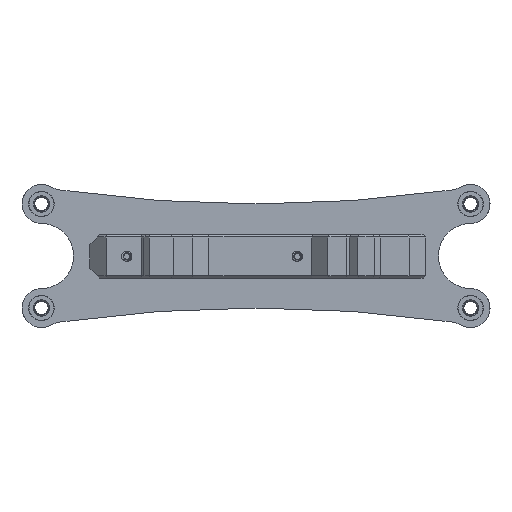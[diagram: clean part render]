
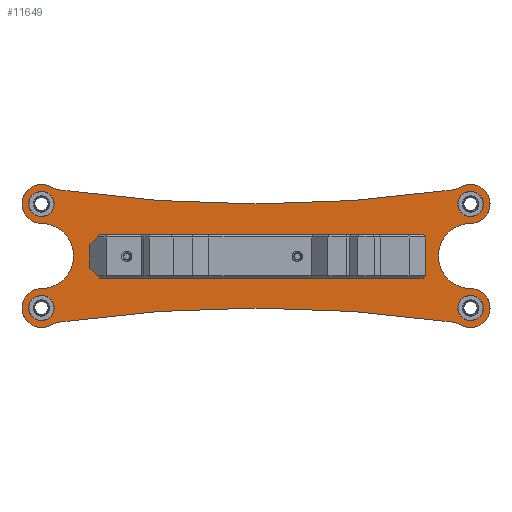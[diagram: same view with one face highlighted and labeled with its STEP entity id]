
A CAD part, front view. The second image highlights one B-rep face of the part: STEP entity #11649.
In plain terms, the highlighted planar face has unit normal (0, -1, 0).
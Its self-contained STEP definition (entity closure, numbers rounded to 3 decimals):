
#971=FACE_BOUND('',#2895,.T.);
#972=FACE_BOUND('',#2896,.T.);
#973=FACE_BOUND('',#2897,.T.);
#974=FACE_BOUND('',#2898,.T.);
#975=FACE_BOUND('',#2899,.T.);
#976=FACE_BOUND('',#2900,.T.);
#1506=CIRCLE('',#12577,6.);
#1509=CIRCLE('',#12581,3.6);
#1512=CIRCLE('',#12585,6.);
#1514=CIRCLE('',#12588,254.903);
#1516=CIRCLE('',#12591,6.);
#1518=CIRCLE('',#12594,3.6);
#1520=CIRCLE('',#12596,3.6);
#1522=CIRCLE('',#12599,6.);
#1523=CIRCLE('',#12601,254.903);
#1528=CIRCLE('',#12608,2.35);
#1532=CIRCLE('',#12614,2.35);
#1536=CIRCLE('',#12620,2.35);
#1540=CIRCLE('',#12626,2.35);
#1558=CIRCLE('',#12707,1.2);
#1559=CIRCLE('',#12709,1.2);
#1560=CIRCLE('',#12711,5.897);
#1561=CIRCLE('',#12712,5.897);
#1562=CIRCLE('',#12713,3.6);
#1563=CIRCLE('',#12714,5.897);
#1564=CIRCLE('',#12715,5.897);
#1565=CIRCLE('',#12716,3.6);
#1566=CIRCLE('',#12717,3.6);
#2211=FACE_OUTER_BOUND('',#2894,.T.);
#2894=EDGE_LOOP('',(#10667,#10668,#10669,#10670,#10671,#10672,#10673,#10674,
#10675,#10676,#10677,#10678,#10679,#10680,#10681,#10682));
#2895=EDGE_LOOP('',(#10683));
#2896=EDGE_LOOP('',(#10684));
#2897=EDGE_LOOP('',(#10685));
#2898=EDGE_LOOP('',(#10686));
#2899=EDGE_LOOP('',(#10687));
#2900=EDGE_LOOP('',(#10688));
#5173=VERTEX_POINT('',#33113);
#5174=VERTEX_POINT('',#33115);
#5178=VERTEX_POINT('',#33125);
#5181=VERTEX_POINT('',#33133);
#5182=VERTEX_POINT('',#33135);
#5184=VERTEX_POINT('',#33141);
#5186=VERTEX_POINT('',#33147);
#5188=VERTEX_POINT('',#33153);
#5190=VERTEX_POINT('',#33158);
#5193=VERTEX_POINT('',#33165);
#5194=VERTEX_POINT('',#33167);
#5198=VERTEX_POINT('',#33182);
#5202=VERTEX_POINT('',#33194);
#5206=VERTEX_POINT('',#33206);
#5210=VERTEX_POINT('',#33218);
#5412=VERTEX_POINT('',#35633);
#5413=VERTEX_POINT('',#35637);
#5414=VERTEX_POINT('',#35641);
#5415=VERTEX_POINT('',#35643);
#5416=VERTEX_POINT('',#35646);
#5417=VERTEX_POINT('',#35648);
#5418=VERTEX_POINT('',#35650);
#6818=EDGE_CURVE('',#5173,#5174,#1506,.T.);
#6824=EDGE_CURVE('',#5173,#5178,#1509,.T.);
#6828=EDGE_CURVE('',#5181,#5182,#1512,.T.);
#6832=EDGE_CURVE('',#5181,#5184,#1514,.T.);
#6835=EDGE_CURVE('',#5186,#5184,#1516,.T.);
#6838=EDGE_CURVE('',#5186,#5188,#1518,.T.);
#6841=EDGE_CURVE('',#5188,#5190,#1520,.T.);
#6844=EDGE_CURVE('',#5193,#5194,#1522,.T.);
#6846=EDGE_CURVE('',#5193,#5174,#1523,.T.);
#6852=EDGE_CURVE('',#5198,#5198,#1528,.T.);
#6858=EDGE_CURVE('',#5202,#5202,#1532,.T.);
#6864=EDGE_CURVE('',#5206,#5206,#1536,.T.);
#6870=EDGE_CURVE('',#5210,#5210,#1540,.T.);
#7175=EDGE_CURVE('',#5412,#5412,#1558,.T.);
#7177=EDGE_CURVE('',#5413,#5413,#1559,.T.);
#7178=EDGE_CURVE('',#5178,#5414,#1560,.T.);
#7179=EDGE_CURVE('',#5414,#5415,#1561,.T.);
#7180=EDGE_CURVE('',#5415,#5182,#1562,.T.);
#7181=EDGE_CURVE('',#5190,#5416,#1563,.T.);
#7182=EDGE_CURVE('',#5416,#5417,#1564,.T.);
#7183=EDGE_CURVE('',#5417,#5418,#1565,.T.);
#7184=EDGE_CURVE('',#5418,#5194,#1566,.T.);
#10667=ORIENTED_EDGE('',*,*,#6824,.T.);
#10668=ORIENTED_EDGE('',*,*,#7178,.T.);
#10669=ORIENTED_EDGE('',*,*,#7179,.T.);
#10670=ORIENTED_EDGE('',*,*,#7180,.T.);
#10671=ORIENTED_EDGE('',*,*,#6828,.F.);
#10672=ORIENTED_EDGE('',*,*,#6832,.T.);
#10673=ORIENTED_EDGE('',*,*,#6835,.F.);
#10674=ORIENTED_EDGE('',*,*,#6838,.T.);
#10675=ORIENTED_EDGE('',*,*,#6841,.T.);
#10676=ORIENTED_EDGE('',*,*,#7181,.T.);
#10677=ORIENTED_EDGE('',*,*,#7182,.T.);
#10678=ORIENTED_EDGE('',*,*,#7183,.T.);
#10679=ORIENTED_EDGE('',*,*,#7184,.T.);
#10680=ORIENTED_EDGE('',*,*,#6844,.F.);
#10681=ORIENTED_EDGE('',*,*,#6846,.T.);
#10682=ORIENTED_EDGE('',*,*,#6818,.F.);
#10683=ORIENTED_EDGE('',*,*,#6858,.T.);
#10684=ORIENTED_EDGE('',*,*,#6870,.T.);
#10685=ORIENTED_EDGE('',*,*,#6852,.T.);
#10686=ORIENTED_EDGE('',*,*,#6864,.T.);
#10687=ORIENTED_EDGE('',*,*,#7175,.T.);
#10688=ORIENTED_EDGE('',*,*,#7177,.T.);
#11001=PLANE('',#12710);
#11649=ADVANCED_FACE('',(#2211,#971,#972,#973,#974,#975,#976),#11001,.F.);
#12577=AXIS2_PLACEMENT_3D('',#33116,#15010,#15011);
#12581=AXIS2_PLACEMENT_3D('',#33127,#15021,#15022);
#12585=AXIS2_PLACEMENT_3D('',#33136,#15030,#15031);
#12588=AXIS2_PLACEMENT_3D('',#33143,#15038,#15039);
#12591=AXIS2_PLACEMENT_3D('',#33149,#15045,#15046);
#12594=AXIS2_PLACEMENT_3D('',#33155,#15052,#15053);
#12596=AXIS2_PLACEMENT_3D('',#33160,#15057,#15058);
#12599=AXIS2_PLACEMENT_3D('',#33168,#15064,#15065);
#12601=AXIS2_PLACEMENT_3D('',#33171,#15069,#15070);
#12608=AXIS2_PLACEMENT_3D('',#33183,#15084,#15085);
#12614=AXIS2_PLACEMENT_3D('',#33195,#15098,#15099);
#12620=AXIS2_PLACEMENT_3D('',#33207,#15112,#15113);
#12626=AXIS2_PLACEMENT_3D('',#33219,#15126,#15127);
#12707=AXIS2_PLACEMENT_3D('',#35635,#15428,#15429);
#12709=AXIS2_PLACEMENT_3D('',#35639,#15433,#15434);
#12710=AXIS2_PLACEMENT_3D('',#35640,#15435,#15436);
#12711=AXIS2_PLACEMENT_3D('',#35642,#15437,#15438);
#12712=AXIS2_PLACEMENT_3D('',#35644,#15439,#15440);
#12713=AXIS2_PLACEMENT_3D('',#35645,#15441,#15442);
#12714=AXIS2_PLACEMENT_3D('',#35647,#15443,#15444);
#12715=AXIS2_PLACEMENT_3D('',#35649,#15445,#15446);
#12716=AXIS2_PLACEMENT_3D('',#35651,#15447,#15448);
#12717=AXIS2_PLACEMENT_3D('',#35652,#15449,#15450);
#15010=DIRECTION('center_axis',(0.,-1.,0.));
#15011=DIRECTION('ref_axis',(0.307,0.,0.952));
#15021=DIRECTION('center_axis',(0.,-1.,0.));
#15022=DIRECTION('ref_axis',(1.,0.,0.));
#15030=DIRECTION('center_axis',(0.,-1.,0.));
#15031=DIRECTION('ref_axis',(0.307,0.,-0.952));
#15038=DIRECTION('center_axis',(0.,1.,0.));
#15039=DIRECTION('ref_axis',(0.,0.,-1.));
#15045=DIRECTION('center_axis',(0.,-1.,0.));
#15046=DIRECTION('ref_axis',(-0.307,0.,-0.952));
#15052=DIRECTION('center_axis',(0.,-1.,0.));
#15053=DIRECTION('ref_axis',(1.,0.,0.));
#15057=DIRECTION('center_axis',(0.,-1.,0.));
#15058=DIRECTION('ref_axis',(1.,0.,0.));
#15064=DIRECTION('center_axis',(0.,-1.,0.));
#15065=DIRECTION('ref_axis',(-0.307,0.,0.952));
#15069=DIRECTION('center_axis',(0.,1.,0.));
#15070=DIRECTION('ref_axis',(0.,0.,1.));
#15084=DIRECTION('center_axis',(0.,1.,0.));
#15085=DIRECTION('ref_axis',(1.,0.,0.));
#15098=DIRECTION('center_axis',(0.,1.,0.));
#15099=DIRECTION('ref_axis',(1.,0.,0.));
#15112=DIRECTION('center_axis',(0.,1.,0.));
#15113=DIRECTION('ref_axis',(1.,0.,0.));
#15126=DIRECTION('center_axis',(0.,1.,0.));
#15127=DIRECTION('ref_axis',(1.,0.,0.));
#15428=DIRECTION('center_axis',(0.,1.,0.));
#15429=DIRECTION('ref_axis',(-1.,0.,0.));
#15433=DIRECTION('center_axis',(0.,1.,0.));
#15434=DIRECTION('ref_axis',(-1.,0.,0.));
#15435=DIRECTION('center_axis',(0.,1.,0.));
#15436=DIRECTION('ref_axis',(1.,0.,0.));
#15437=DIRECTION('center_axis',(0.,1.,0.));
#15438=DIRECTION('ref_axis',(0.,0.,-1.));
#15439=DIRECTION('center_axis',(0.,1.,0.));
#15440=DIRECTION('ref_axis',(-1.,0.,-0.02));
#15441=DIRECTION('center_axis',(0.,-1.,0.));
#15442=DIRECTION('ref_axis',(1.,0.,0.));
#15443=DIRECTION('center_axis',(0.,1.,0.));
#15444=DIRECTION('ref_axis',(0.,0.,1.));
#15445=DIRECTION('center_axis',(0.,1.,0.));
#15446=DIRECTION('ref_axis',(1.,0.,0.02));
#15447=DIRECTION('center_axis',(0.,-1.,0.));
#15448=DIRECTION('ref_axis',(1.,0.,0.));
#15449=DIRECTION('center_axis',(0.,-1.,0.));
#15450=DIRECTION('ref_axis',(1.,0.,0.));
#33113=CARTESIAN_POINT('',(77.659,-3.6,-22.419));
#33115=CARTESIAN_POINT('',(75.722,-3.6,-21.793));
#33116=CARTESIAN_POINT('Origin',(74.873,-3.6,-27.733));
#33125=CARTESIAN_POINT('',(79.33,-3.6,-15.63));
#33127=CARTESIAN_POINT('Origin',(79.33,-3.6,-19.23));
#33133=CARTESIAN_POINT('',(75.722,-3.6,2.563));
#33135=CARTESIAN_POINT('',(77.659,-3.6,3.189));
#33136=CARTESIAN_POINT('Origin',(74.873,-3.6,8.503));
#33141=CARTESIAN_POINT('',(3.608,-3.6,2.563));
#33143=CARTESIAN_POINT('Origin',(39.665,-3.6,254.903));
#33147=CARTESIAN_POINT('',(1.671,-3.6,3.189));
#33149=CARTESIAN_POINT('Origin',(4.457,-3.6,8.503));
#33153=CARTESIAN_POINT('',(-3.6,-3.6,0.));
#33155=CARTESIAN_POINT('Origin',(0.,-3.6,0.));
#33158=CARTESIAN_POINT('',(0.,-3.6,-3.6));
#33160=CARTESIAN_POINT('Origin',(0.,-3.6,0.));
#33165=CARTESIAN_POINT('',(3.608,-3.6,-21.793));
#33167=CARTESIAN_POINT('',(1.671,-3.6,-22.419));
#33168=CARTESIAN_POINT('Origin',(4.457,-3.6,-27.733));
#33171=CARTESIAN_POINT('Origin',(39.665,-3.6,-274.133));
#33182=CARTESIAN_POINT('',(76.98,-3.6,0.));
#33183=CARTESIAN_POINT('Origin',(79.33,-3.6,0.));
#33194=CARTESIAN_POINT('',(76.98,-3.6,-19.23));
#33195=CARTESIAN_POINT('Origin',(79.33,-3.6,-19.23));
#33206=CARTESIAN_POINT('',(-2.35,-3.6,-19.23));
#33207=CARTESIAN_POINT('Origin',(0.,-3.6,-19.23));
#33218=CARTESIAN_POINT('',(-2.35,-3.6,0.));
#33219=CARTESIAN_POINT('Origin',(0.,-3.6,0.));
#35633=CARTESIAN_POINT('',(48.48,-3.6,-9.698));
#35635=CARTESIAN_POINT('Origin',(47.28,-3.6,-9.698));
#35637=CARTESIAN_POINT('',(16.98,-3.6,-9.698));
#35639=CARTESIAN_POINT('Origin',(15.78,-3.6,-9.698));
#35640=CARTESIAN_POINT('Origin',(39.665,-3.6,-9.615));
#35641=CARTESIAN_POINT('',(73.434,-3.6,-9.615));
#35642=CARTESIAN_POINT('Origin',(79.33,-3.6,-9.733));
#35643=CARTESIAN_POINT('',(79.33,-3.6,-3.6));
#35644=CARTESIAN_POINT('Origin',(79.33,-3.6,-9.497));
#35645=CARTESIAN_POINT('Origin',(79.33,-3.6,0.));
#35646=CARTESIAN_POINT('',(5.896,-3.6,-9.615));
#35647=CARTESIAN_POINT('Origin',(0.,-3.6,-9.497));
#35648=CARTESIAN_POINT('',(0.,-3.6,-15.63));
#35649=CARTESIAN_POINT('Origin',(0.,-3.6,-9.733));
#35650=CARTESIAN_POINT('',(-3.6,-3.6,-19.23));
#35651=CARTESIAN_POINT('Origin',(0.,-3.6,-19.23));
#35652=CARTESIAN_POINT('Origin',(0.,-3.6,-19.23));
